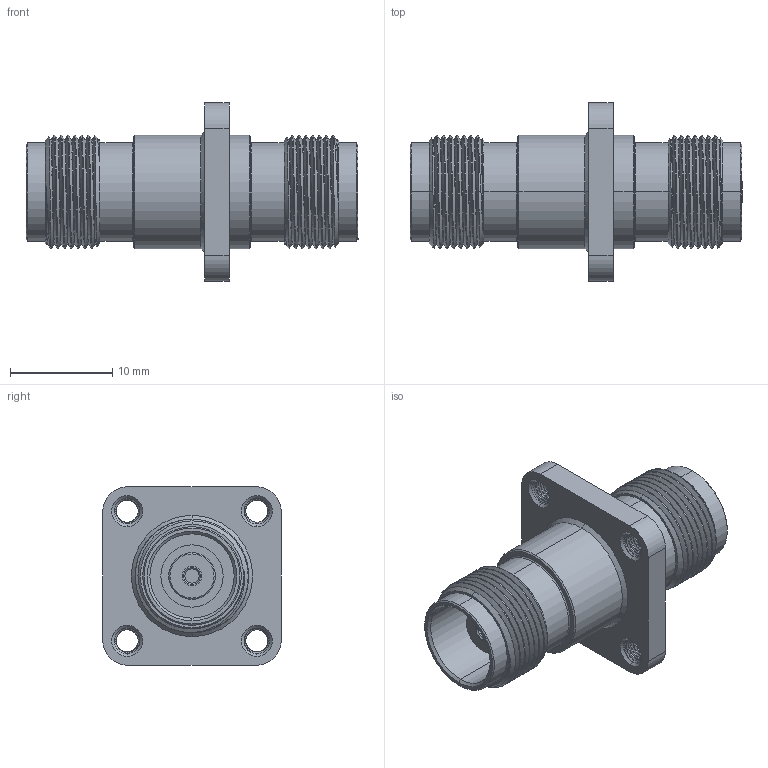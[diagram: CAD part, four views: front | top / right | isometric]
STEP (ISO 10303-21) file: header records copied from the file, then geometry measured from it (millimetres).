
FILE_DESCRIPTION (( 'STEP AP203' ), '1' );
FILE_NAME ('SM5724A.step', '2018-05-22T14:57:34', ( '' ), ( '' ), 'SwSTEP 2.0', 'SolidWorks 2017', '' );
FILE_SCHEMA (( 'CONFIG_CONTROL_DESIGN' ));
Length unit declared in the file: inch
Products named in the file (1): SM5724A
Bounding box: 32.51 x 17.5 x 17.5 mm (x, y, z)
Volume: 2511.2 mm3; surface area: 2855 mm2
Topology: 3 solids, 3 shells, 289 faces, 746 edges, 478 vertices
Faces by surface type: cylinder 138, cone 56, plane 49, bspline 42, torus 4
Entity records: 19431 total; most frequent: CARTESIAN_POINT 13166, ORIENTED_EDGE 1492, DIRECTION 1076, EDGE_CURVE 746, VERTEX_POINT 478, AXIS2_PLACEMENT_3D 430, EDGE_LOOP 316, FACE_OUTER_BOUND 289
